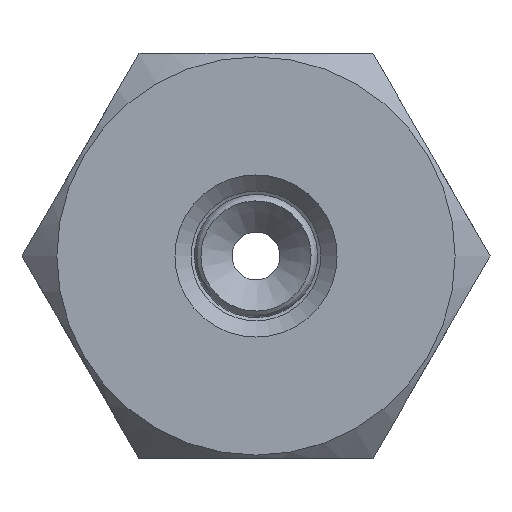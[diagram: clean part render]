
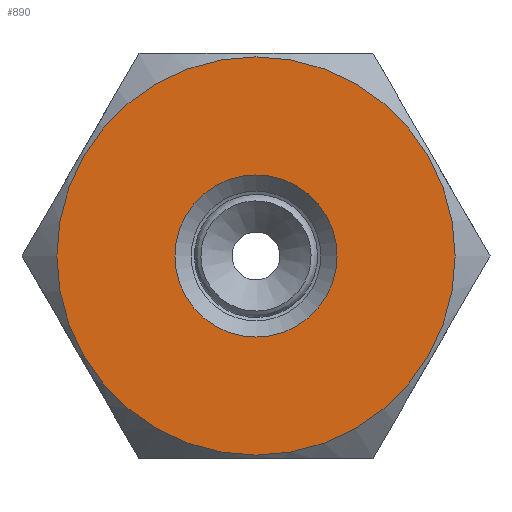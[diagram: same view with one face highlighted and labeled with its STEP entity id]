
A CAD part, left-side view. The second image highlights one B-rep face of the part: STEP entity #890.
In plain terms, the highlighted planar face has unit normal (-1, 0, 0).
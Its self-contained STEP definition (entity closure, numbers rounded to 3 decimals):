
#537=CARTESIAN_POINT('',(0.0,1.56,0.0));
#538=VERTEX_POINT('',#537);
#539=CARTESIAN_POINT('',(0.,0.,0.0));
#540=DIRECTION('',(1.0,0.0,0.0));
#541=DIRECTION('',(0.0,1.0,0.0));
#542=AXIS2_PLACEMENT_3D('',#539,#540,#541);
#543=CIRCLE('',#542,1.56);
#544=EDGE_CURVE('',#538,#538,#543,.T.);
#718=CARTESIAN_POINT('',(0.,-0.635,0.0));
#719=VERTEX_POINT('',#718);
#720=CARTESIAN_POINT('',(0.,0.,0.0));
#721=DIRECTION('',(1.0,0.0,0.0));
#722=DIRECTION('',(0.0,-1.0,0.0));
#723=AXIS2_PLACEMENT_3D('',#720,#721,#722);
#724=CIRCLE('',#723,0.635);
#725=EDGE_CURVE('',#719,#719,#724,.T.);
#879=CARTESIAN_POINT('',(0.0,0.78,0.0));
#880=DIRECTION('',(-1.0,0.0,0.0));
#881=DIRECTION('',(0.0,0.0,1.0));
#882=AXIS2_PLACEMENT_3D('',#879,#880,#881);
#883=PLANE('',#882);
#884=ORIENTED_EDGE('',*,*,#544,.F.);
#885=EDGE_LOOP('',(#884));
#886=FACE_OUTER_BOUND('',#885,.T.);
#887=ORIENTED_EDGE('',*,*,#725,.T.);
#888=EDGE_LOOP('',(#887));
#889=FACE_BOUND('',#888,.T.);
#890=ADVANCED_FACE('',(#886,#889),#883,.T.);
